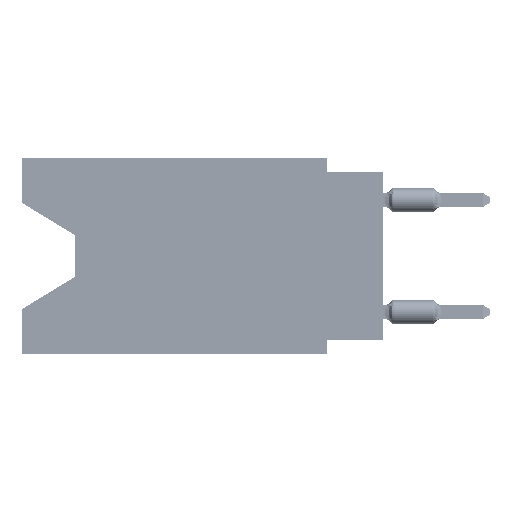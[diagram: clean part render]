
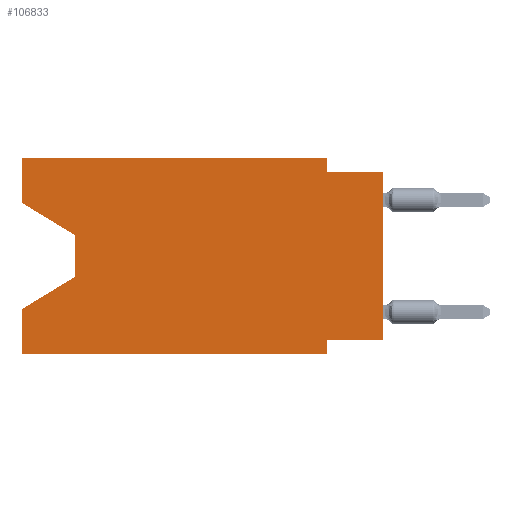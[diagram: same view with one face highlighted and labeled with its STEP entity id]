
A CAD part, left-side view. The second image highlights one B-rep face of the part: STEP entity #106833.
In plain terms, the highlighted planar face has unit normal (-1, 0, 0).
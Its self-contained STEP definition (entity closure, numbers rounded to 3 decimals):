
#1397 = EDGE_CURVE ( 'NONE', #114984, #86903, #92954, .T. ) ;
#3926 = EDGE_CURVE ( 'NONE', #32720, #86903, #84782, .T. ) ;
#4370 = EDGE_CURVE ( 'NONE', #93496, #19202, #20183, .T. ) ;
#8296 = LINE ( 'NONE', #97147, #38977 ) ;
#8935 = LINE ( 'NONE', #42457, #63998 ) ;
#9854 = CARTESIAN_POINT ( 'NONE',  ( 0., 16.383, 0. ) ) ;
#10517 = EDGE_CURVE ( 'NONE', #63424, #104555, #106481, .T. ) ;
#12577 = ORIENTED_EDGE ( 'NONE', *, *, #95638, .T. ) ;
#13599 = LINE ( 'NONE', #65073, #73563 ) ;
#14962 = DIRECTION ( 'NONE',  ( 1., 0., 0. ) ) ;
#16055 = DIRECTION ( 'NONE',  ( 0., -1., 0. ) ) ;
#17053 = DIRECTION ( 'NONE',  ( 0., -1., 0. ) ) ;
#19202 = VERTEX_POINT ( 'NONE', #63179 ) ;
#20160 = AXIS2_PLACEMENT_3D ( 'NONE', #103266, #14962, #23149 ) ;
#20183 = LINE ( 'NONE', #64610, #78077 ) ;
#20314 = EDGE_CURVE ( 'NONE', #19202, #40835, #8296, .T. ) ;
#20481 = DIRECTION ( 'NONE',  ( 0., 1., 0. ) ) ;
#22206 = CARTESIAN_POINT ( 'NONE',  ( 0., 0., -8.255 ) ) ;
#22252 = CARTESIAN_POINT ( 'NONE',  ( 0., 13.97, -3.505 ) ) ;
#23149 = DIRECTION ( 'NONE',  ( 0., 0., -1. ) ) ;
#23352 = LINE ( 'NONE', #59017, #44636 ) ;
#23969 = DIRECTION ( 'NONE',  ( 0., 0., 1. ) ) ;
#27219 = EDGE_CURVE ( 'NONE', #63424, #27475, #23352, .T. ) ;
#27475 = VERTEX_POINT ( 'NONE', #9854 ) ;
#28337 = CARTESIAN_POINT ( 'NONE',  ( 0., 16.383, -8.89 ) ) ;
#29837 = DIRECTION ( 'NONE',  ( 0., 0.855, -0.519 ) ) ;
#30632 = CARTESIAN_POINT ( 'NONE',  ( 0., 16.383, -6.852 ) ) ;
#31337 = VECTOR ( 'NONE', #23969, 1000. ) ;
#32174 = CARTESIAN_POINT ( 'NONE',  ( 0., 13.97, -5.385 ) ) ;
#32338 = CARTESIAN_POINT ( 'NONE',  ( 0., 0., 0. ) ) ;
#32719 = DIRECTION ( 'NONE',  ( 0., 0., 1. ) ) ;
#32720 = VERTEX_POINT ( 'NONE', #28337 ) ;
#34274 = CARTESIAN_POINT ( 'NONE',  ( 0., 0., -0.635 ) ) ;
#36415 = VERTEX_POINT ( 'NONE', #63011 ) ;
#38977 = VECTOR ( 'NONE', #17053, 1000. ) ;
#39423 = EDGE_LOOP ( 'NONE', ( #90556, #99153, #45297, #54341, #12577, #54809, #57894, #61598, #53758, #42033, #44998, #73091 ) ) ;
#40835 = VERTEX_POINT ( 'NONE', #34274 ) ;
#40945 = CARTESIAN_POINT ( 'NONE',  ( 0., 16.383, 0. ) ) ;
#42033 = ORIENTED_EDGE ( 'NONE', *, *, #4370, .F. ) ;
#42437 = PLANE ( 'NONE',  #20160 ) ;
#42457 = CARTESIAN_POINT ( 'NONE',  ( 0., 2.54, -8.89 ) ) ;
#43009 = FACE_OUTER_BOUND ( 'NONE', #39423, .T. ) ;
#44071 = CARTESIAN_POINT ( 'NONE',  ( 0., 0., -8.255 ) ) ;
#44108 = EDGE_CURVE ( 'NONE', #104555, #114984, #66025, .T. ) ;
#44636 = VECTOR ( 'NONE', #32719, 1000. ) ;
#44998 = ORIENTED_EDGE ( 'NONE', *, *, #114534, .F. ) ;
#45297 = ORIENTED_EDGE ( 'NONE', *, *, #1397, .T. ) ;
#46489 = DIRECTION ( 'NONE',  ( 0., 0., -1. ) ) ;
#49113 = CARTESIAN_POINT ( 'NONE',  ( 0., 13.97, -5.385 ) ) ;
#49261 = DIRECTION ( 'NONE',  ( 0., -1., 0. ) ) ;
#49982 = CARTESIAN_POINT ( 'NONE',  ( 0., 16.383, -8.89 ) ) ;
#53758 = ORIENTED_EDGE ( 'NONE', *, *, #20314, .F. ) ;
#54341 = ORIENTED_EDGE ( 'NONE', *, *, #3926, .F. ) ;
#54809 = ORIENTED_EDGE ( 'NONE', *, *, #67152, .F. ) ;
#57894 = ORIENTED_EDGE ( 'NONE', *, *, #61902, .F. ) ;
#59017 = CARTESIAN_POINT ( 'NONE',  ( 0., 16.383, 0. ) ) ;
#61598 = ORIENTED_EDGE ( 'NONE', *, *, #72719, .T. ) ;
#61902 = EDGE_CURVE ( 'NONE', #102942, #87993, #83039, .T. ) ;
#62715 = DIRECTION ( 'NONE',  ( 0., 0., -1. ) ) ;
#63011 = CARTESIAN_POINT ( 'NONE',  ( 0., 2.54, -8.89 ) ) ;
#63179 = CARTESIAN_POINT ( 'NONE',  ( 0., 2.54, -0.635 ) ) ;
#63424 = VERTEX_POINT ( 'NONE', #78098 ) ;
#63998 = VECTOR ( 'NONE', #62715, 1000. ) ;
#64212 = VECTOR ( 'NONE', #74226, 1000. ) ;
#64610 = CARTESIAN_POINT ( 'NONE',  ( 0., 2.54, 0. ) ) ;
#65073 = CARTESIAN_POINT ( 'NONE',  ( 0., 16.383, 0. ) ) ;
#66025 = LINE ( 'NONE', #101701, #64212 ) ;
#67152 = EDGE_CURVE ( 'NONE', #87993, #36415, #8935, .T. ) ;
#71388 = CARTESIAN_POINT ( 'NONE',  ( 0., 16.383, -2.038 ) ) ;
#71687 = VECTOR ( 'NONE', #107056, 1000. ) ;
#72719 = EDGE_CURVE ( 'NONE', #102942, #40835, #104227, .T. ) ;
#73091 = ORIENTED_EDGE ( 'NONE', *, *, #27219, .F. ) ;
#73563 = VECTOR ( 'NONE', #49261, 1000. ) ;
#74226 = DIRECTION ( 'NONE',  ( 0., 0., -1. ) ) ;
#78029 = LINE ( 'NONE', #49982, #92081 ) ;
#78077 = VECTOR ( 'NONE', #46489, 1000. ) ;
#78098 = CARTESIAN_POINT ( 'NONE',  ( 0., 16.383, -2.038 ) ) ;
#79794 = VECTOR ( 'NONE', #93126, 1000. ) ;
#83039 = LINE ( 'NONE', #22206, #94595 ) ;
#83436 = VECTOR ( 'NONE', #29837, 1000. ) ;
#84782 = LINE ( 'NONE', #40945, #31337 ) ;
#86903 = VERTEX_POINT ( 'NONE', #30632 ) ;
#87993 = VERTEX_POINT ( 'NONE', #101496 ) ;
#90556 = ORIENTED_EDGE ( 'NONE', *, *, #10517, .T. ) ;
#92081 = VECTOR ( 'NONE', #16055, 1000. ) ;
#92954 = LINE ( 'NONE', #49113, #83436 ) ;
#93126 = DIRECTION ( 'NONE',  ( 0., 0., 1. ) ) ;
#93496 = VERTEX_POINT ( 'NONE', #101736 ) ;
#94595 = VECTOR ( 'NONE', #20481, 1000. ) ;
#95638 = EDGE_CURVE ( 'NONE', #32720, #36415, #78029, .T. ) ;
#97147 = CARTESIAN_POINT ( 'NONE',  ( 0., 0., -0.635 ) ) ;
#99153 = ORIENTED_EDGE ( 'NONE', *, *, #44108, .T. ) ;
#101496 = CARTESIAN_POINT ( 'NONE',  ( 0., 2.54, -8.255 ) ) ;
#101701 = CARTESIAN_POINT ( 'NONE',  ( 0., 13.97, -3.505 ) ) ;
#101736 = CARTESIAN_POINT ( 'NONE',  ( 0., 2.54, 0. ) ) ;
#102942 = VERTEX_POINT ( 'NONE', #44071 ) ;
#103266 = CARTESIAN_POINT ( 'NONE',  ( 0., 16.383, 0. ) ) ;
#104227 = LINE ( 'NONE', #32338, #79794 ) ;
#104555 = VERTEX_POINT ( 'NONE', #22252 ) ;
#106481 = LINE ( 'NONE', #71388, #71687 ) ;
#106833 = ADVANCED_FACE ( 'NONE', ( #43009 ), #42437, .F. ) ;
#107056 = DIRECTION ( 'NONE',  ( 0., -0.855, -0.519 ) ) ;
#114534 = EDGE_CURVE ( 'NONE', #27475, #93496, #13599, .T. ) ;
#114984 = VERTEX_POINT ( 'NONE', #32174 ) ;
